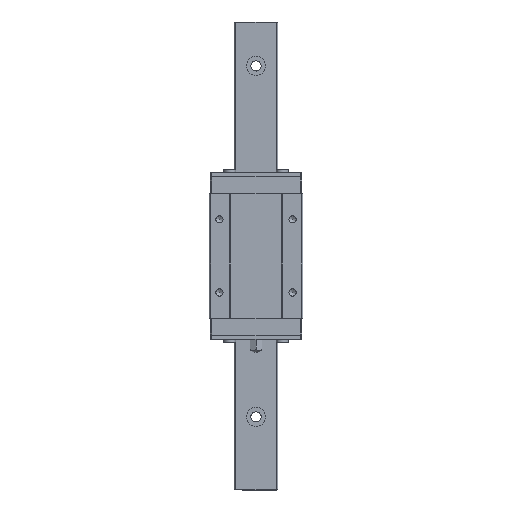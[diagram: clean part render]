
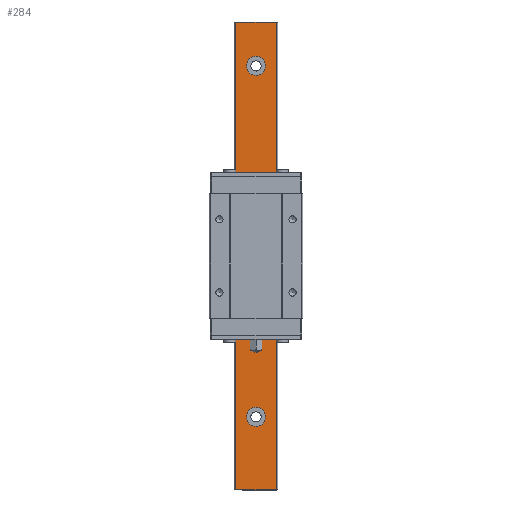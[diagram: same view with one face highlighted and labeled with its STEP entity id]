
A CAD part, top view. The second image highlights one B-rep face of the part: STEP entity #284.
In plain terms, the highlighted planar face has unit normal (0, 0, 1).
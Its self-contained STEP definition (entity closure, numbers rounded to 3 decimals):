
#284 = ADVANCED_FACE( '', ( #711, #712, #713, #714, #715 ), #716, .T. );
#711 = FACE_BOUND( '', #1346, .T. );
#712 = FACE_BOUND( '', #1347, .T. );
#713 = FACE_BOUND( '', #1348, .T. );
#714 = FACE_BOUND( '', #1349, .T. );
#715 = FACE_OUTER_BOUND( '', #1350, .T. );
#716 = PLANE( '', #1351 );
#1346 = EDGE_LOOP( '', ( #1985 ) );
#1347 = EDGE_LOOP( '', ( #1986 ) );
#1348 = EDGE_LOOP( '', ( #1987 ) );
#1349 = EDGE_LOOP( '', ( #1988 ) );
#1350 = EDGE_LOOP( '', ( #1989, #1990, #1991, #1992 ) );
#1351 = AXIS2_PLACEMENT_3D( '', #1993, #1994, #1995 );
#1985 = ORIENTED_EDGE( '', *, *, #3676, .T. );
#1986 = ORIENTED_EDGE( '', *, *, #3677, .T. );
#1987 = ORIENTED_EDGE( '', *, *, #3678, .T. );
#1988 = ORIENTED_EDGE( '', *, *, #3679, .T. );
#1989 = ORIENTED_EDGE( '', *, *, #3680, .F. );
#1990 = ORIENTED_EDGE( '', *, *, #3681, .F. );
#1991 = ORIENTED_EDGE( '', *, *, #3682, .T. );
#1992 = ORIENTED_EDGE( '', *, *, #3683, .T. );
#1993 = CARTESIAN_POINT( '', ( -6.919, -80., 10. ) );
#1994 = DIRECTION( '', ( 0., 0., 1. ) );
#1995 = DIRECTION( '', ( 1., 0., 0. ) );
#3676 = EDGE_CURVE( '', #4355, #4355, #4356, .T. );
#3677 = EDGE_CURVE( '', #4357, #4357, #4358, .T. );
#3678 = EDGE_CURVE( '', #4359, #4359, #4360, .T. );
#3679 = EDGE_CURVE( '', #4361, #4361, #4362, .T. );
#3680 = EDGE_CURVE( '', #4363, #4364, #4365, .T. );
#3681 = EDGE_CURVE( '', #4366, #4363, #4367, .T. );
#3682 = EDGE_CURVE( '', #4366, #4368, #4369, .T. );
#3683 = EDGE_CURVE( '', #4368, #4364, #4370, .T. );
#4355 = VERTEX_POINT( '', #5350 );
#4356 = CIRCLE( '', #5351, 3.25 );
#4357 = VERTEX_POINT( '', #5352 );
#4358 = CIRCLE( '', #5353, 3.25 );
#4359 = VERTEX_POINT( '', #5354 );
#4360 = CIRCLE( '', #5355, 3.25 );
#4361 = VERTEX_POINT( '', #5356 );
#4362 = CIRCLE( '', #5357, 3.25 );
#4363 = VERTEX_POINT( '', #5358 );
#4364 = VERTEX_POINT( '', #5359 );
#4365 = LINE( '', #5360, #5361 );
#4366 = VERTEX_POINT( '', #5362 );
#4367 = LINE( '', #5363, #5364 );
#4368 = VERTEX_POINT( '', #5365 );
#4369 = LINE( '', #5366, #5367 );
#4370 = LINE( '', #5368, #5369 );
#5350 = CARTESIAN_POINT( '', ( 0., -58.25, 10. ) );
#5351 = AXIS2_PLACEMENT_3D( '', #6706, #6707, #6708 );
#5352 = CARTESIAN_POINT( '', ( 0., -18.25, 10. ) );
#5353 = AXIS2_PLACEMENT_3D( '', #6709, #6710, #6711 );
#5354 = CARTESIAN_POINT( '', ( 0., 21.75, 10. ) );
#5355 = AXIS2_PLACEMENT_3D( '', #6712, #6713, #6714 );
#5356 = CARTESIAN_POINT( '', ( 0., 61.75, 10. ) );
#5357 = AXIS2_PLACEMENT_3D( '', #6715, #6716, #6717 );
#5358 = CARTESIAN_POINT( '', ( -6.919, 80., 10. ) );
#5359 = CARTESIAN_POINT( '', ( 6.919, 80., 10. ) );
#5360 = CARTESIAN_POINT( '', ( -6.919, 80., 10. ) );
#5361 = VECTOR( '', #6718, 1000. );
#5362 = CARTESIAN_POINT( '', ( -6.919, -80., 10. ) );
#5363 = CARTESIAN_POINT( '', ( -6.919, -80., 10. ) );
#5364 = VECTOR( '', #6719, 1000. );
#5365 = CARTESIAN_POINT( '', ( 6.919, -80., 10. ) );
#5366 = CARTESIAN_POINT( '', ( -6.919, -80., 10. ) );
#5367 = VECTOR( '', #6720, 1000. );
#5368 = CARTESIAN_POINT( '', ( 6.919, -80., 10. ) );
#5369 = VECTOR( '', #6721, 1000. );
#6706 = CARTESIAN_POINT( '', ( 0., -55., 10. ) );
#6707 = DIRECTION( '', ( 0., 0., -1. ) );
#6708 = DIRECTION( '', ( 0., -1., 0. ) );
#6709 = CARTESIAN_POINT( '', ( 0., -15., 10. ) );
#6710 = DIRECTION( '', ( 0., 0., -1. ) );
#6711 = DIRECTION( '', ( 0., -1., 0. ) );
#6712 = CARTESIAN_POINT( '', ( 0., 25., 10. ) );
#6713 = DIRECTION( '', ( 0., 0., -1. ) );
#6714 = DIRECTION( '', ( 0., -1., 0. ) );
#6715 = CARTESIAN_POINT( '', ( 0., 65., 10. ) );
#6716 = DIRECTION( '', ( 0., 0., -1. ) );
#6717 = DIRECTION( '', ( 0., -1., 0. ) );
#6718 = DIRECTION( '', ( 1., 0., 0. ) );
#6719 = DIRECTION( '', ( 0., 1., 0. ) );
#6720 = DIRECTION( '', ( 1., 0., 0. ) );
#6721 = DIRECTION( '', ( 0., 1., 0. ) );
